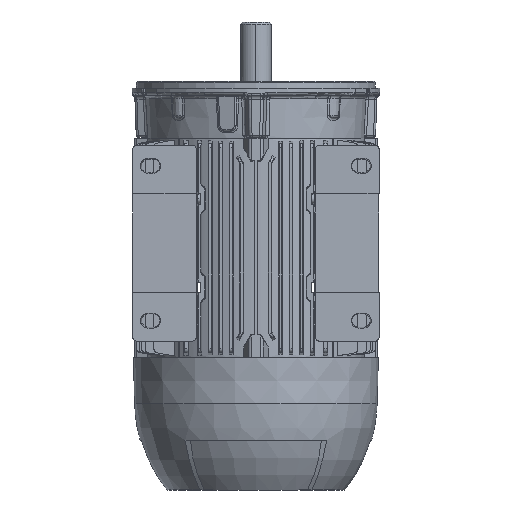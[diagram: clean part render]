
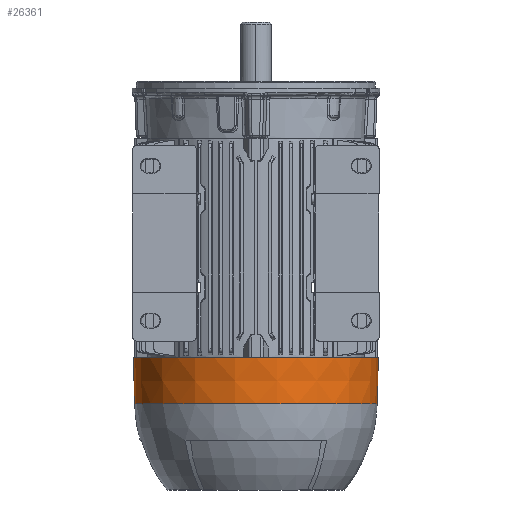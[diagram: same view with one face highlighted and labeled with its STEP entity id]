
A CAD part, front view. The second image highlights one B-rep face of the part: STEP entity #26361.
In plain terms, the highlighted conical face has half-angle 1.5 degrees and reference radius 110.35 mm.
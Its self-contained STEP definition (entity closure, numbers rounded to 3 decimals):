
#941 = CONICAL_SURFACE ( 'NONE', #39114, 110.35, 0.026 ) ;
#1461 = EDGE_CURVE ( 'NONE', #59518, #60209, #33705, .T. ) ;
#2811 = DIRECTION ( 'NONE',  ( 1., 0., 0. ) ) ;
#7685 = CARTESIAN_POINT ( 'NONE',  ( 110.761, 0., -167.5 ) ) ;
#9984 = DIRECTION ( 'NONE',  ( 0., 0., 1. ) ) ;
#10392 = CIRCLE ( 'NONE', #68848, 109.669 ) ;
#13846 = AXIS2_PLACEMENT_3D ( 'NONE', #56349, #9984, #38385 ) ;
#14948 = VECTOR ( 'NONE', #48246, 1000. ) ;
#20803 = CARTESIAN_POINT ( 'NONE',  ( -109.669, 0., -209.2 ) ) ;
#21021 = EDGE_CURVE ( 'NONE', #27034, #52548, #26146, .T. ) ;
#22318 = EDGE_CURVE ( 'NONE', #52548, #60209, #28184, .T. ) ;
#26146 = LINE ( 'NONE', #31028, #14948 ) ;
#26361 = ADVANCED_FACE ( 'NONE', ( #36811 ), #941, .T. ) ;
#26995 = CARTESIAN_POINT ( 'NONE',  ( 110.35, 0., -183.2 ) ) ;
#27034 = VERTEX_POINT ( 'NONE', #20803 ) ;
#28184 = CIRCLE ( 'NONE', #13846, 110.761 ) ;
#31028 = CARTESIAN_POINT ( 'NONE',  ( -110.35, 0., -183.2 ) ) ;
#32608 = DIRECTION ( 'NONE',  ( 0.026, 0., 1. ) ) ;
#33705 = LINE ( 'NONE', #26995, #56721 ) ;
#34784 = ORIENTED_EDGE ( 'NONE', *, *, #49314, .T. ) ;
#34922 = ORIENTED_EDGE ( 'NONE', *, *, #21021, .F. ) ;
#35642 = ORIENTED_EDGE ( 'NONE', *, *, #1461, .T. ) ;
#36811 = FACE_OUTER_BOUND ( 'NONE', #71177, .T. ) ;
#37913 = CARTESIAN_POINT ( 'NONE',  ( 0., 0., -183.2 ) ) ;
#38385 = DIRECTION ( 'NONE',  ( 1., 0., 0. ) ) ;
#39114 = AXIS2_PLACEMENT_3D ( 'NONE', #37913, #48799, #2811 ) ;
#39784 = DIRECTION ( 'NONE',  ( 1., 0., 0. ) ) ;
#45762 = CARTESIAN_POINT ( 'NONE',  ( 0., 0., -209.2 ) ) ;
#48246 = DIRECTION ( 'NONE',  ( -0.026, 0., 1. ) ) ;
#48799 = DIRECTION ( 'NONE',  ( 0., 0., 1. ) ) ;
#49314 = EDGE_CURVE ( 'NONE', #27034, #59518, #10392, .T. ) ;
#52548 = VERTEX_POINT ( 'NONE', #63868 ) ;
#56349 = CARTESIAN_POINT ( 'NONE',  ( 0., 0., -167.5 ) ) ;
#56721 = VECTOR ( 'NONE', #32608, 1000. ) ;
#59518 = VERTEX_POINT ( 'NONE', #59905 ) ;
#59905 = CARTESIAN_POINT ( 'NONE',  ( 109.669, 0., -209.2 ) ) ;
#60209 = VERTEX_POINT ( 'NONE', #7685 ) ;
#63868 = CARTESIAN_POINT ( 'NONE',  ( -110.761, 0., -167.5 ) ) ;
#68530 = DIRECTION ( 'NONE',  ( 0., 0., 1. ) ) ;
#68848 = AXIS2_PLACEMENT_3D ( 'NONE', #45762, #68530, #39784 ) ;
#70503 = ORIENTED_EDGE ( 'NONE', *, *, #22318, .F. ) ;
#71177 = EDGE_LOOP ( 'NONE', ( #34922, #34784, #35642, #70503 ) ) ;
